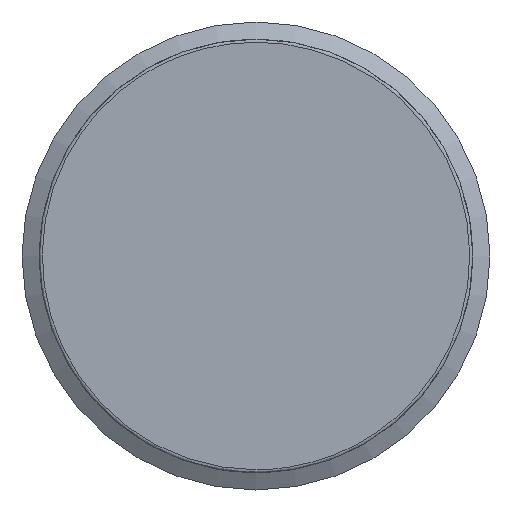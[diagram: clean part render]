
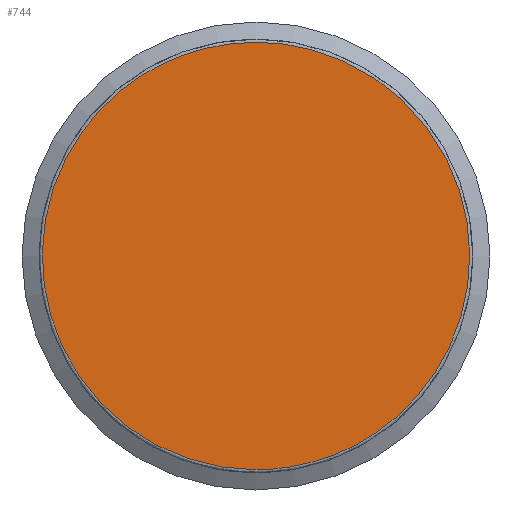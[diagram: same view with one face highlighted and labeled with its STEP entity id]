
A CAD part, left-side view. The second image highlights one B-rep face of the part: STEP entity #744.
In plain terms, the highlighted planar face has unit normal (-1, 0, 0).
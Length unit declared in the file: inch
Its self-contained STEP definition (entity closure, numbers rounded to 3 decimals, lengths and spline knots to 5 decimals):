
#40 = CARTESIAN_POINT ( 'NONE',  ( 0., 0., 0. ) ) ;
#176 = DIRECTION ( 'NONE',  ( 1., 0., 0. ) ) ;
#201 = CARTESIAN_POINT ( 'NONE',  ( 0., -1.07874, -0.53937 ) ) ;
#289 = ORIENTED_EDGE ( 'NONE', *, *, #553, .F. ) ;
#306 = DIRECTION ( 'NONE',  ( 0., 0., -1. ) ) ;
#332 = AXIS2_PLACEMENT_3D ( 'NONE', #40, #176, #306 ) ;
#427 = CARTESIAN_POINT ( 'NONE',  ( 0., 0., -0.53937 ) ) ;
#430 = VERTEX_POINT ( 'NONE', #427 ) ;
#529 = CARTESIAN_POINT ( 'NONE',  ( 0., 0., -0.53937 ) ) ;
#553 = EDGE_CURVE ( 'NONE', #430, #430, #683, .T. ) ;
#581 = CARTESIAN_POINT ( 'NONE',  ( 0., 0., 0.53937 ) ) ;
#586 = CARTESIAN_POINT ( 'NONE',  ( 0., 0., -0.53937 ) ) ;
#606 = CARTESIAN_POINT ( 'NONE',  ( 0., 1.07874, -0.53937 ) ) ;
#625 = PLANE ( 'NONE',  #332 ) ;
#683 =( BOUNDED_CURVE ( )  B_SPLINE_CURVE ( 3, ( #586, #606, #814, #581, #808, #201, #529 ),
 .UNSPECIFIED., .T., .T. ) 
 B_SPLINE_CURVE_WITH_KNOTS ( ( 4, 3, 4 ),
 ( 0., 0.5, 1. ),
 .UNSPECIFIED. ) 
 CURVE ( )  GEOMETRIC_REPRESENTATION_ITEM ( )  RATIONAL_B_SPLINE_CURVE ( ( 1., 0.333, 0.333, 1., 0.333, 0.333, 1. ) ) 
 REPRESENTATION_ITEM ( '' )  );
#692 = FACE_OUTER_BOUND ( 'NONE', #720, .T. ) ;
#720 = EDGE_LOOP ( 'NONE', ( #289 ) ) ;
#744 = ADVANCED_FACE ( 'NONE', ( #692 ), #625, .F. ) ;
#808 = CARTESIAN_POINT ( 'NONE',  ( 0., -1.07874, 0.53937 ) ) ;
#814 = CARTESIAN_POINT ( 'NONE',  ( 0., 1.07874, 0.53937 ) ) ;
